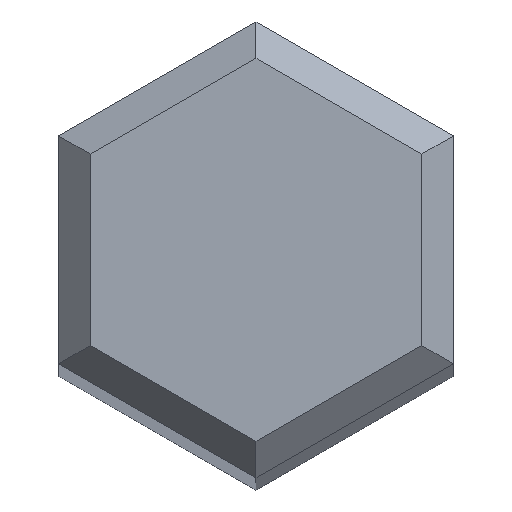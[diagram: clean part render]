
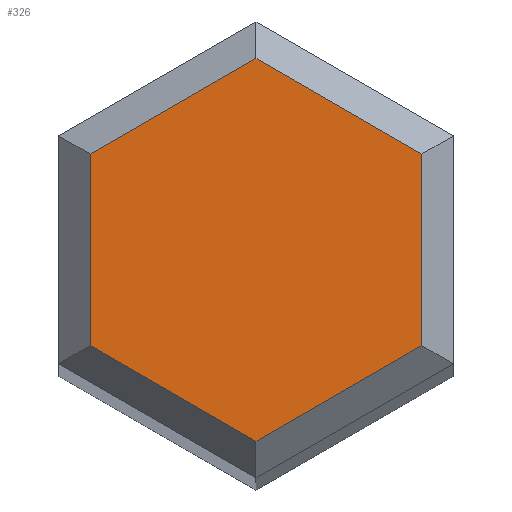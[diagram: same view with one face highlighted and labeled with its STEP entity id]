
A CAD part, top view. The second image highlights one B-rep face of the part: STEP entity #326.
In plain terms, the highlighted planar face has unit normal (0, 0, 1).
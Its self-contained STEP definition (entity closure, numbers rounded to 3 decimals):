
#32=FACE_OUTER_BOUND('',#52,.T.);
#52=EDGE_LOOP('',(#275,#276,#277,#278,#279,#280));
#80=LINE('',#490,#122);
#83=LINE('',#495,#125);
#85=LINE('',#499,#127);
#88=LINE('',#505,#130);
#92=LINE('',#512,#134);
#94=LINE('',#515,#136);
#122=VECTOR('',#400,2.425);
#125=VECTOR('',#405,2.425);
#127=VECTOR('',#409,2.425);
#130=VECTOR('',#414,2.425);
#134=VECTOR('',#420,2.425);
#136=VECTOR('',#424,2.425);
#155=VERTEX_POINT('',#488);
#156=VERTEX_POINT('',#489);
#157=VERTEX_POINT('',#494);
#158=VERTEX_POINT('',#498);
#160=VERTEX_POINT('',#504);
#162=VERTEX_POINT('',#511);
#188=EDGE_CURVE('',#155,#156,#80,.T.);
#191=EDGE_CURVE('',#156,#157,#83,.T.);
#193=EDGE_CURVE('',#157,#158,#85,.T.);
#196=EDGE_CURVE('',#158,#160,#88,.T.);
#200=EDGE_CURVE('',#160,#162,#92,.T.);
#202=EDGE_CURVE('',#162,#155,#94,.T.);
#275=ORIENTED_EDGE('',*,*,#188,.F.);
#276=ORIENTED_EDGE('',*,*,#202,.F.);
#277=ORIENTED_EDGE('',*,*,#200,.F.);
#278=ORIENTED_EDGE('',*,*,#196,.F.);
#279=ORIENTED_EDGE('',*,*,#193,.F.);
#280=ORIENTED_EDGE('',*,*,#191,.F.);
#306=PLANE('',#348);
#326=ADVANCED_FACE('',(#32),#306,.T.);
#348=AXIS2_PLACEMENT_3D('',#518,#428,#429);
#400=DIRECTION('',(0.,1.,0.));
#405=DIRECTION('',(0.866,0.5,0.));
#409=DIRECTION('',(0.866,-0.5,0.));
#414=DIRECTION('',(0.,-1.,0.));
#420=DIRECTION('',(-0.866,-0.5,0.));
#424=DIRECTION('',(-0.866,0.5,0.));
#428=DIRECTION('center_axis',(0.,0.,1.));
#429=DIRECTION('ref_axis',(1.,0.,0.));
#488=CARTESIAN_POINT('',(-2.1,-1.212,45.));
#489=CARTESIAN_POINT('',(-2.1,1.212,45.));
#490=CARTESIAN_POINT('',(-2.1,-1.212,45.));
#494=CARTESIAN_POINT('',(0.,2.425,45.));
#495=CARTESIAN_POINT('',(-2.1,1.212,45.));
#498=CARTESIAN_POINT('',(2.1,1.212,45.));
#499=CARTESIAN_POINT('',(0.,2.425,45.));
#504=CARTESIAN_POINT('',(2.1,-1.212,45.));
#505=CARTESIAN_POINT('',(2.1,1.212,45.));
#511=CARTESIAN_POINT('',(0.,-2.425,45.));
#512=CARTESIAN_POINT('',(2.1,-1.212,45.));
#515=CARTESIAN_POINT('',(0.,-2.425,45.));
#518=CARTESIAN_POINT('Origin',(0.,0.,45.));
